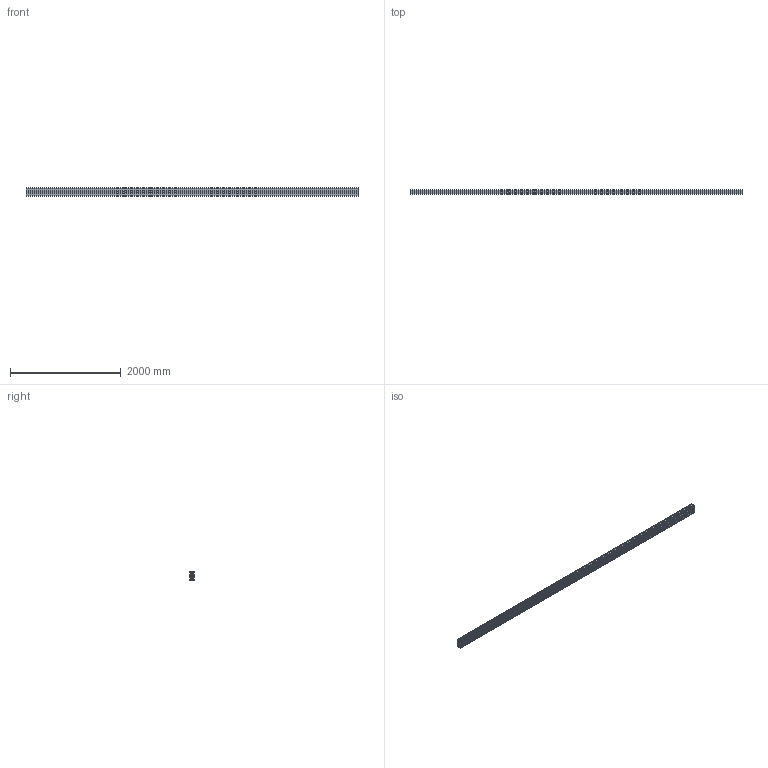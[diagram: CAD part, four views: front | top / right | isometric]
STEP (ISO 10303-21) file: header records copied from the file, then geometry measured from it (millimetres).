
FILE_DESCRIPTION (( 'STEP AP214' ), '1' );
FILE_NAME ('202100 Profil 8 80x160.STEP', '2019-02-06T12:42:26', ( '' ), ( '' ), 'SwSTEP 2.0', 'SolidWorks 2017', '' );
FILE_SCHEMA (( 'AUTOMOTIVE_DESIGN' ));
Length unit declared in the file: millimetre
Products named in the file (1): 202100 Profil 8 80x160
Bounding box: 6000 x 80 x 160 mm (x, y, z)
Volume: 30185278.2 mm3; surface area: 10094824.3 mm2
Topology: 1 solids, 1 shells, 316 faces, 942 edges, 628 vertices
Faces by surface type: cylinder 186, plane 130
Entity records: 10840 total; most frequent: DIRECTION 1948, CARTESIAN_POINT 1887, ORIENTED_EDGE 1884, EDGE_CURVE 942, AXIS2_PLACEMENT_3D 689, VERTEX_POINT 628, VECTOR 570, LINE 570
